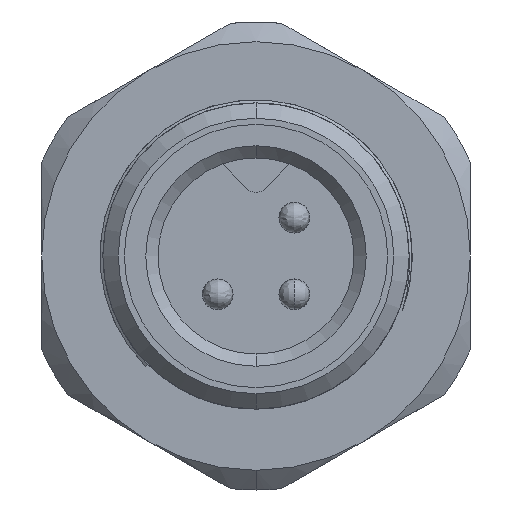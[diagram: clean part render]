
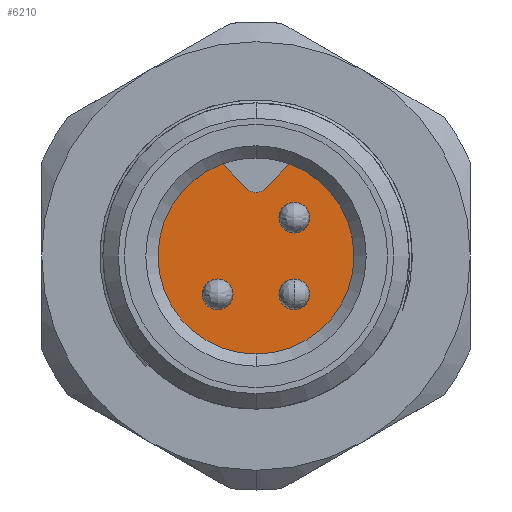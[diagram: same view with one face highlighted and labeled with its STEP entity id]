
A CAD part, left-side view. The second image highlights one B-rep face of the part: STEP entity #6210.
In plain terms, the highlighted planar face has unit normal (-1, 0, 0).
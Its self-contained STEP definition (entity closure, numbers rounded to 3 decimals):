
#4 = DIRECTION ( 'NONE',  ( 0., 0., -1. ) ) ;
#25 = CIRCLE ( 'NONE', #1061, 0.25 ) ;
#28 = EDGE_CURVE ( 'NONE', #4156, #801, #4031, .T. ) ;
#29 = DIRECTION ( 'NONE',  ( 1., 0., 0. ) ) ;
#58 = CARTESIAN_POINT ( 'NONE',  ( 4.5, -0.625, 0.625 ) ) ;
#290 = DIRECTION ( 'NONE',  ( 0., 0., -1. ) ) ;
#380 = CIRCLE ( 'NONE', #6170, 0.25 ) ;
#384 = DIRECTION ( 'NONE',  ( 0., 0., -1. ) ) ;
#389 = VECTOR ( 'NONE', #3680, 1000. ) ;
#449 = DIRECTION ( 'NONE',  ( 1., 0., 0. ) ) ;
#516 = CARTESIAN_POINT ( 'NONE',  ( 4.5, 0.55, 1.502 ) ) ;
#729 = FACE_BOUND ( 'NONE', #1059, .T. ) ;
#801 = VERTEX_POINT ( 'NONE', #6410 ) ;
#819 = CARTESIAN_POINT ( 'NONE',  ( 4.5, 0.625, -0.875 ) ) ;
#830 = EDGE_CURVE ( 'NONE', #4466, #4495, #4761, .T. ) ;
#864 = VERTEX_POINT ( 'NONE', #6027 ) ;
#881 = FACE_BOUND ( 'NONE', #4675, .T. ) ;
#981 = VERTEX_POINT ( 'NONE', #5414 ) ;
#1058 = ORIENTED_EDGE ( 'NONE', *, *, #2589, .T. ) ;
#1059 = EDGE_LOOP ( 'NONE', ( #1680, #3728 ) ) ;
#1061 = AXIS2_PLACEMENT_3D ( 'NONE', #2535, #2509, #2482 ) ;
#1083 = CARTESIAN_POINT ( 'NONE',  ( 4.5, 0.141, 1.094 ) ) ;
#1090 = EDGE_CURVE ( 'NONE', #1297, #4466, #5063, .T. ) ;
#1103 = AXIS2_PLACEMENT_3D ( 'NONE', #2597, #4713, #1534 ) ;
#1154 = CIRCLE ( 'NONE', #2892, 0.25 ) ;
#1211 = VERTEX_POINT ( 'NONE', #3754 ) ;
#1270 = ORIENTED_EDGE ( 'NONE', *, *, #4799, .T. ) ;
#1297 = VERTEX_POINT ( 'NONE', #1083 ) ;
#1355 = VERTEX_POINT ( 'NONE', #819 ) ;
#1488 = DIRECTION ( 'NONE',  ( 1., 0., 0. ) ) ;
#1534 = DIRECTION ( 'NONE',  ( 0., 0., 1. ) ) ;
#1642 = AXIS2_PLACEMENT_3D ( 'NONE', #6621, #3484, #290 ) ;
#1680 = ORIENTED_EDGE ( 'NONE', *, *, #6112, .T. ) ;
#1833 = LINE ( 'NONE', #2069, #389 ) ;
#2069 = CARTESIAN_POINT ( 'NONE',  ( 4.5, -0.55, 1.502 ) ) ;
#2275 = FACE_OUTER_BOUND ( 'NONE', #5579, .T. ) ;
#2413 = ORIENTED_EDGE ( 'NONE', *, *, #3663, .T. ) ;
#2466 = ORIENTED_EDGE ( 'NONE', *, *, #1090, .T. ) ;
#2482 = DIRECTION ( 'NONE',  ( 0., 0., -1. ) ) ;
#2489 = CARTESIAN_POINT ( 'NONE',  ( 4.5, -0.625, -0.625 ) ) ;
#2497 = DIRECTION ( 'NONE',  ( 1., 0., 0. ) ) ;
#2509 = DIRECTION ( 'NONE',  ( 1., 0., 0. ) ) ;
#2525 = DIRECTION ( 'NONE',  ( 0., 0., -1. ) ) ;
#2535 = CARTESIAN_POINT ( 'NONE',  ( 4.5, 0.625, -0.625 ) ) ;
#2589 = EDGE_CURVE ( 'NONE', #981, #3719, #6524, .T. ) ;
#2597 = CARTESIAN_POINT ( 'NONE',  ( 4.5, 0., 0. ) ) ;
#2624 = VERTEX_POINT ( 'NONE', #5341 ) ;
#2892 = AXIS2_PLACEMENT_3D ( 'NONE', #5298, #449, #384 ) ;
#2932 = EDGE_CURVE ( 'NONE', #801, #4156, #6802, .T. ) ;
#3106 = CARTESIAN_POINT ( 'NONE',  ( 4.5, -0.625, 0.375 ) ) ;
#3484 = DIRECTION ( 'NONE',  ( 1., 0., 0. ) ) ;
#3540 = FACE_BOUND ( 'NONE', #4925, .T. ) ;
#3554 = AXIS2_PLACEMENT_3D ( 'NONE', #58, #29, #4 ) ;
#3663 = EDGE_CURVE ( 'NONE', #2624, #1297, #4995, .T. ) ;
#3680 = DIRECTION ( 'NONE',  ( 0., 0.707, -0.707 ) ) ;
#3719 = VERTEX_POINT ( 'NONE', #3106 ) ;
#3728 = ORIENTED_EDGE ( 'NONE', *, *, #4236, .T. ) ;
#3754 = CARTESIAN_POINT ( 'NONE',  ( 4.5, 0.625, -0.375 ) ) ;
#3780 = DIRECTION ( 'NONE',  ( 0., 0., -1. ) ) ;
#3802 = DIRECTION ( 'NONE',  ( 1., 0., 0. ) ) ;
#3827 = CARTESIAN_POINT ( 'NONE',  ( 4.5, 0., 1.235 ) ) ;
#3872 = CARTESIAN_POINT ( 'NONE',  ( 4.5, -0.55, 1.502 ) ) ;
#4031 = CIRCLE ( 'NONE', #5085, 0.25 ) ;
#4062 = ORIENTED_EDGE ( 'NONE', *, *, #28, .T. ) ;
#4156 = VERTEX_POINT ( 'NONE', #4493 ) ;
#4198 = PLANE ( 'NONE',  #1103 ) ;
#4236 = EDGE_CURVE ( 'NONE', #1211, #1355, #25, .T. ) ;
#4280 = DIRECTION ( 'NONE',  ( 0., 0., -1. ) ) ;
#4466 = VERTEX_POINT ( 'NONE', #516 ) ;
#4493 = CARTESIAN_POINT ( 'NONE',  ( 4.5, -0.625, -0.375 ) ) ;
#4495 = VERTEX_POINT ( 'NONE', #3872 ) ;
#4667 = CARTESIAN_POINT ( 'NONE',  ( 4.5, 0.625, -0.625 ) ) ;
#4675 = EDGE_LOOP ( 'NONE', ( #4705, #4062 ) ) ;
#4683 = DIRECTION ( 'NONE',  ( 1., 0., 0. ) ) ;
#4704 = CARTESIAN_POINT ( 'NONE',  ( 4.5, -0.625, -0.625 ) ) ;
#4705 = ORIENTED_EDGE ( 'NONE', *, *, #2932, .T. ) ;
#4713 = DIRECTION ( 'NONE',  ( -1., 0., 0. ) ) ;
#4761 = CIRCLE ( 'NONE', #6276, 1.6 ) ;
#4799 = EDGE_CURVE ( 'NONE', #3719, #981, #1154, .T. ) ;
#4801 = EDGE_CURVE ( 'NONE', #4495, #864, #1833, .T. ) ;
#4819 = DIRECTION ( 'NONE',  ( 0., 0.707, 0.707 ) ) ;
#4833 = CARTESIAN_POINT ( 'NONE',  ( 4.5, 0.55, 1.502 ) ) ;
#4925 = EDGE_LOOP ( 'NONE', ( #1270, #1058 ) ) ;
#4935 = EDGE_CURVE ( 'NONE', #864, #2624, #5148, .T. ) ;
#4995 = CIRCLE ( 'NONE', #6265, 0.2 ) ;
#5063 = LINE ( 'NONE', #4833, #5086 ) ;
#5085 = AXIS2_PLACEMENT_3D ( 'NONE', #2489, #2497, #2525 ) ;
#5086 = VECTOR ( 'NONE', #4819, 1000. ) ;
#5118 = AXIS2_PLACEMENT_3D ( 'NONE', #4704, #4683, #4280 ) ;
#5148 = CIRCLE ( 'NONE', #1642, 0.2 ) ;
#5203 = DIRECTION ( 'NONE',  ( 0., 0., -1. ) ) ;
#5298 = CARTESIAN_POINT ( 'NONE',  ( 4.5, -0.625, 0.625 ) ) ;
#5341 = CARTESIAN_POINT ( 'NONE',  ( 4.5, 0., 1.035 ) ) ;
#5414 = CARTESIAN_POINT ( 'NONE',  ( 4.5, -0.625, 0.875 ) ) ;
#5462 = ORIENTED_EDGE ( 'NONE', *, *, #4935, .T. ) ;
#5502 = ORIENTED_EDGE ( 'NONE', *, *, #830, .T. ) ;
#5579 = EDGE_LOOP ( 'NONE', ( #6747, #5462, #2413, #2466, #5502 ) ) ;
#6027 = CARTESIAN_POINT ( 'NONE',  ( 4.5, -0.141, 1.094 ) ) ;
#6112 = EDGE_CURVE ( 'NONE', #1355, #1211, #380, .T. ) ;
#6170 = AXIS2_PLACEMENT_3D ( 'NONE', #4667, #1488, #5203 ) ;
#6210 = ADVANCED_FACE ( 'NONE', ( #2275, #729, #3540, #881 ), #4198, .T. ) ;
#6260 = DIRECTION ( 'NONE',  ( 0., 0., 1. ) ) ;
#6265 = AXIS2_PLACEMENT_3D ( 'NONE', #3827, #3802, #3780 ) ;
#6268 = DIRECTION ( 'NONE',  ( -1., 0., 0. ) ) ;
#6276 = AXIS2_PLACEMENT_3D ( 'NONE', #6285, #6268, #6260 ) ;
#6285 = CARTESIAN_POINT ( 'NONE',  ( 4.5, 0., 0. ) ) ;
#6410 = CARTESIAN_POINT ( 'NONE',  ( 4.5, -0.625, -0.875 ) ) ;
#6524 = CIRCLE ( 'NONE', #3554, 0.25 ) ;
#6621 = CARTESIAN_POINT ( 'NONE',  ( 4.5, 0., 1.235 ) ) ;
#6747 = ORIENTED_EDGE ( 'NONE', *, *, #4801, .T. ) ;
#6802 = CIRCLE ( 'NONE', #5118, 0.25 ) ;
